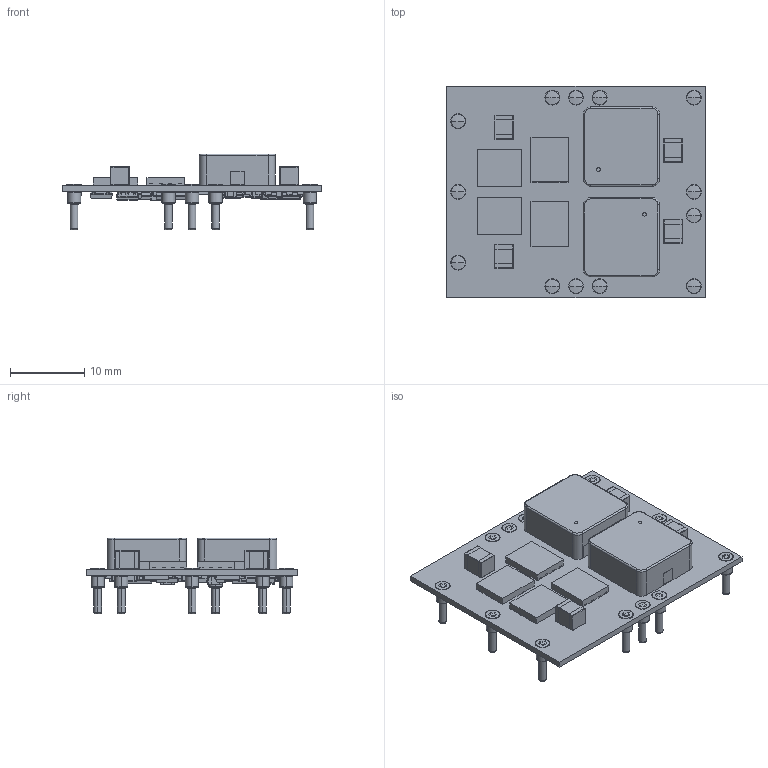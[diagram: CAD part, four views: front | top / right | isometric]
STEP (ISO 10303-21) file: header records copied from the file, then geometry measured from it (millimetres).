
FILE_DESCRIPTION((''),'2;1');
FILE_NAME('EUM0013A_ASM','2024-11-14T12:48:02',('a0412086'),(''),'CREO PARAMETRIC BY PTC INC, 2018500','CREO PARAMETRIC BY PTC INC, 2018500','');
FILE_SCHEMA(('CONFIG_CONTROL_DESIGN','SHAPE_APPEARANCE_LAYERS_GROUPS'));
Length unit declared in the file: millimetre
Products named in the file (52): PCB; PIN; DNK0008A_FRAME; DNK0008A_MOLD; DNK0008A_ASM; CAP_1210_BODY; CAP_1210_TERMINAL; CAP_1210_ASM; PW0008A_BODY-SO; PW0008A_LEAD-SO; PW0008A_ASM; PWP0014K_BODY; PWP0014K_LEAD; PWP0014K_DAP; PWP0014K_ASM; DBZ0003A_BODY-SOT; DBZ0003A_LEAD-SOT; DBZ0003A_ASM; FC_IND_PINS; FC_IND_BODY; FC_IND_ASM; SC75_3PIN_BODY; SC75_3PIN_LEAD; SC75_3PIN_ASM; SSOP_8_BODY; SSOP_8_LEAD; SSOP_8_ASM; QFN_U5_BODY; QFN_U5_FRAME; QFN_U5_ASM; RES-0603_BODY; RES-0603-TREM; RES-0603-LID; RES-0603_ASM; CAP_0603_BODY; CAP_0603_TERMINAL; CAP_0603_ASM; CAP_0805_BODY; CAP_0805_TERMINAL; CAP_0805_ASM ...
Assembly tree (194 placements, depth 3):
  EUM0013A_ASM
    PCB
    PIN  x13
    DNK0008A_ASM  x4
      DNK0008A_FRAME
      DNK0008A_MOLD
    CAP_1210_ASM  x4
      CAP_1210_BODY
      CAP_1210_TERMINAL
    PW0008A_ASM
      PW0008A_BODY-SO
      PW0008A_LEAD-SO  x8
    PWP0014K_ASM  x2
      PWP0014K_BODY
      PWP0014K_LEAD
      PWP0014K_DAP
    DBZ0003A_ASM  x6
      DBZ0003A_BODY-SOT
      DBZ0003A_LEAD-SOT
    FC_IND_ASM  x2
      FC_IND_PINS
      FC_IND_BODY
    SC75_3PIN_ASM
      SC75_3PIN_BODY
      SC75_3PIN_LEAD  x3
    SSOP_8_ASM
      SSOP_8_BODY
      SSOP_8_LEAD  x8
    QFN_U5_ASM
      QFN_U5_BODY
      QFN_U5_FRAME
    RES-0603_ASM  x39
      RES-0603_BODY
      RES-0603-TREM
      RES-0603-LID
    CAP_0603_ASM  x20
      CAP_0603_BODY
      CAP_0603_TERMINAL
    CAP_0805_ASM  x2
      CAP_0805_BODY
      CAP_0805_TERMINAL
    DGK0008A_ASM
      DGK0008A_BODY
      DGK0008A_LEAD  x8
    DBV0005A_ASM
      DBV0005A_BODY
      DBV0005A_LEAD  x5
    RES-1206_ASM  x2
      RES-1206_BODY
      RES-1206-TREM
      RES-1206-LID
    PIN_SOLDER  x13
Bounding box: 34.8 x 28.45 x 10.22 mm (x, y, z)
Volume: 2182.9 mm3; surface area: 5335.2 mm2
Topology: 416 solids, 416 shells, 5696 faces, 13398 edges, 8552 vertices
Faces by surface type: plane 4102, cylinder 1120, sphere 284, torus 190
Entity records: 42117 total; most frequent: CARTESIAN_POINT 6747, DIRECTION 5586, ORIENTED_EDGE 5088, PRESENTATION_STYLE_ASSIGNMENT 2639, STYLED_ITEM 2606, CURVE_STYLE 2544, EDGE_CURVE 2544, VECTOR 2004
